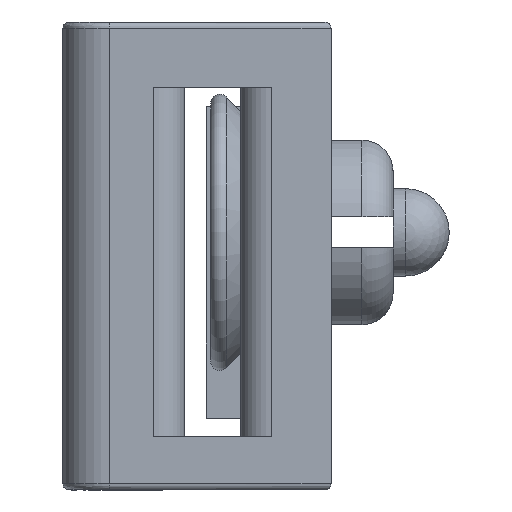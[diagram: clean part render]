
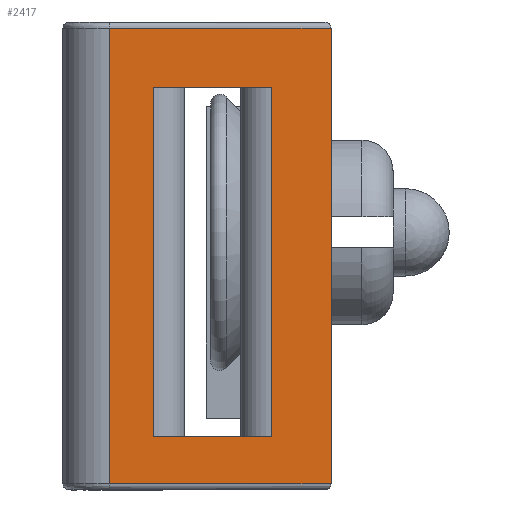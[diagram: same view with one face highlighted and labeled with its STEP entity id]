
A CAD part, left-side view. The second image highlights one B-rep face of the part: STEP entity #2417.
In plain terms, the highlighted planar face has unit normal (-1, 0, 0).
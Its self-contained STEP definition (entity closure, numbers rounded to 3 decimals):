
#65 = EDGE_CURVE ( 'NONE', #3512, #3028, #1551, .T. ) ;
#73 = DIRECTION ( 'NONE',  ( 0., -1., 0. ) ) ;
#278 = LINE ( 'NONE', #1091, #2112 ) ;
#300 = VECTOR ( 'NONE', #1598, 1000. ) ;
#421 = LINE ( 'NONE', #3177, #3221 ) ;
#539 = CARTESIAN_POINT ( 'NONE',  ( -9.5, 5.7, -7.5 ) ) ;
#554 = CARTESIAN_POINT ( 'NONE',  ( -9.5, 7.1, 7.3 ) ) ;
#637 = DIRECTION ( 'NONE',  ( 0., 1., 0. ) ) ;
#652 = EDGE_CURVE ( 'NONE', #1569, #2209, #3073, .T. ) ;
#750 = CARTESIAN_POINT ( 'NONE',  ( -9.5, 5.7, -5.8 ) ) ;
#769 = EDGE_CURVE ( 'NONE', #1576, #2360, #421, .T. ) ;
#821 = CARTESIAN_POINT ( 'NONE',  ( -9.5, 0., -7.3 ) ) ;
#851 = DIRECTION ( 'NONE',  ( 1., 0., 0. ) ) ;
#890 = AXIS2_PLACEMENT_3D ( 'NONE', #2775, #851, #1946 ) ;
#951 = ORIENTED_EDGE ( 'NONE', *, *, #2652, .F. ) ;
#970 = EDGE_CURVE ( 'NONE', #2209, #3012, #3154, .T. ) ;
#1002 = EDGE_LOOP ( 'NONE', ( #951, #3531, #3044, #3537 ) ) ;
#1051 = EDGE_CURVE ( 'NONE', #2360, #3512, #278, .T. ) ;
#1091 = CARTESIAN_POINT ( 'NONE',  ( -9.5, 8.6, 7.3 ) ) ;
#1427 = ORIENTED_EDGE ( 'NONE', *, *, #970, .F. ) ;
#1428 = PLANE ( 'NONE',  #890 ) ;
#1551 = LINE ( 'NONE', #2649, #300 ) ;
#1569 = VERTEX_POINT ( 'NONE', #1877 ) ;
#1576 = VERTEX_POINT ( 'NONE', #2973 ) ;
#1598 = DIRECTION ( 'NONE',  ( 0., 0., -1. ) ) ;
#1620 = LINE ( 'NONE', #1980, #2674 ) ;
#1639 = CARTESIAN_POINT ( 'NONE',  ( -9.5, 0., 7.3 ) ) ;
#1658 = VECTOR ( 'NONE', #3274, 1000. ) ;
#1720 = FACE_OUTER_BOUND ( 'NONE', #1002, .T. ) ;
#1725 = VECTOR ( 'NONE', #2785, 1000. ) ;
#1785 = CARTESIAN_POINT ( 'NONE',  ( -9.5, 8.6, 5.4 ) ) ;
#1788 = DIRECTION ( 'NONE',  ( 0., 0., 1. ) ) ;
#1848 = CARTESIAN_POINT ( 'NONE',  ( -9.5, 1.9, 5.4 ) ) ;
#1877 = CARTESIAN_POINT ( 'NONE',  ( -9.5, 1.9, -5.8 ) ) ;
#1946 = DIRECTION ( 'NONE',  ( 0., 0., -1. ) ) ;
#1951 = LINE ( 'NONE', #539, #2563 ) ;
#1980 = CARTESIAN_POINT ( 'NONE',  ( -9.5, 8.6, -7.3 ) ) ;
#2001 = VERTEX_POINT ( 'NONE', #750 ) ;
#2045 = EDGE_LOOP ( 'NONE', ( #2301, #1427, #2244, #3253 ) ) ;
#2112 = VECTOR ( 'NONE', #2178, 1000. ) ;
#2178 = DIRECTION ( 'NONE',  ( 0., -1., 0. ) ) ;
#2209 = VERTEX_POINT ( 'NONE', #1848 ) ;
#2244 = ORIENTED_EDGE ( 'NONE', *, *, #652, .F. ) ;
#2301 = ORIENTED_EDGE ( 'NONE', *, *, #3504, .F. ) ;
#2306 = EDGE_CURVE ( 'NONE', #2001, #1569, #3362, .T. ) ;
#2360 = VERTEX_POINT ( 'NONE', #554 ) ;
#2417 = ADVANCED_FACE ( 'NONE', ( #1720, #3326 ), #1428, .F. ) ;
#2496 = CARTESIAN_POINT ( 'NONE',  ( -9.5, 1.9, -7.5 ) ) ;
#2529 = CARTESIAN_POINT ( 'NONE',  ( -9.5, 5.7, 5.4 ) ) ;
#2530 = DIRECTION ( 'NONE',  ( 0., 0., -1. ) ) ;
#2563 = VECTOR ( 'NONE', #2530, 1000. ) ;
#2649 = CARTESIAN_POINT ( 'NONE',  ( -9.5, 0., 0. ) ) ;
#2652 = EDGE_CURVE ( 'NONE', #3028, #1576, #1620, .T. ) ;
#2674 = VECTOR ( 'NONE', #637, 1000. ) ;
#2775 = CARTESIAN_POINT ( 'NONE',  ( -9.5, 8.6, -7.5 ) ) ;
#2785 = DIRECTION ( 'NONE',  ( 0., 0., 1. ) ) ;
#2973 = CARTESIAN_POINT ( 'NONE',  ( -9.5, 7.1, -7.3 ) ) ;
#3012 = VERTEX_POINT ( 'NONE', #2529 ) ;
#3028 = VERTEX_POINT ( 'NONE', #821 ) ;
#3044 = ORIENTED_EDGE ( 'NONE', *, *, #1051, .F. ) ;
#3047 = CARTESIAN_POINT ( 'NONE',  ( -9.5, 8.6, -5.8 ) ) ;
#3073 = LINE ( 'NONE', #2496, #1725 ) ;
#3154 = LINE ( 'NONE', #1785, #1658 ) ;
#3177 = CARTESIAN_POINT ( 'NONE',  ( -9.5, 7.1, -7.5 ) ) ;
#3221 = VECTOR ( 'NONE', #1788, 1000. ) ;
#3253 = ORIENTED_EDGE ( 'NONE', *, *, #2306, .F. ) ;
#3274 = DIRECTION ( 'NONE',  ( 0., 1., 0. ) ) ;
#3326 = FACE_BOUND ( 'NONE', #2045, .T. ) ;
#3362 = LINE ( 'NONE', #3047, #3532 ) ;
#3504 = EDGE_CURVE ( 'NONE', #3012, #2001, #1951, .T. ) ;
#3512 = VERTEX_POINT ( 'NONE', #1639 ) ;
#3531 = ORIENTED_EDGE ( 'NONE', *, *, #65, .F. ) ;
#3532 = VECTOR ( 'NONE', #73, 1000. ) ;
#3537 = ORIENTED_EDGE ( 'NONE', *, *, #769, .F. ) ;
